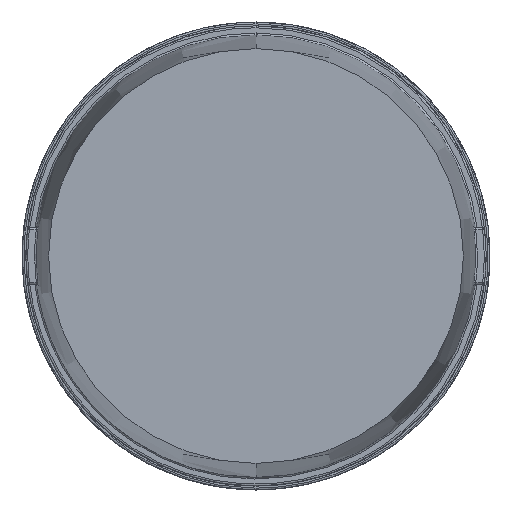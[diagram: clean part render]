
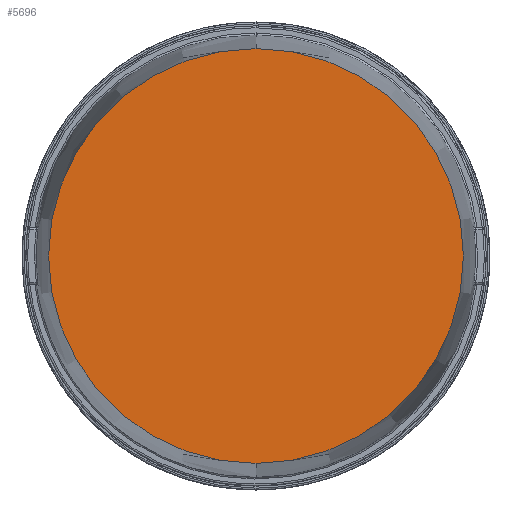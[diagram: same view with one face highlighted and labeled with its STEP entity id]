
A CAD part, front view. The second image highlights one B-rep face of the part: STEP entity #5696.
In plain terms, the highlighted planar face has unit normal (0, -1, 0).
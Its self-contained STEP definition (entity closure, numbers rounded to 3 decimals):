
#3947=AXIS2_PLACEMENT_3D('Circle Axis2P3D',#3945,#3946,$) ;
#4173=AXIS2_PLACEMENT_3D('Circle Axis2P3D',#4171,#4172,$) ;
#5690=AXIS2_PLACEMENT_3D('Plane Axis2P3D',#5687,#5688,#5689) ;
#3945=CARTESIAN_POINT('Axis2P3D Location',(0.,0.,0.)) ;
#3949=CARTESIAN_POINT('Vertex',(0.,0.,139.7)) ;
#3951=CARTESIAN_POINT('Vertex',(0.,0.,-139.7)) ;
#4171=CARTESIAN_POINT('Axis2P3D Location',(0.,0.,0.)) ;
#5687=CARTESIAN_POINT('Axis2P3D Location',(0.,0.,0.)) ;
#3946=DIRECTION('Axis2P3D Direction',(-0.,1.,0.)) ;
#4172=DIRECTION('Axis2P3D Direction',(-0.,1.,0.)) ;
#5688=DIRECTION('Axis2P3D Direction',(0.,1.,0.)) ;
#5689=DIRECTION('Axis2P3D XDirection',(0.,0.,1.)) ;
#5693=ORIENTED_EDGE('',*,*,#3953,.F.) ;
#5694=ORIENTED_EDGE('',*,*,#4175,.F.) ;
#5696=ADVANCED_FACE('Mirror1',(#5695),#5691,.F.) ;
#3948=CIRCLE('generated circle',#3947,139.7) ;
#4174=CIRCLE('generated circle',#4173,139.7) ;
#3953=EDGE_CURVE('',#3950,#3952,#3948,.T.) ;
#4175=EDGE_CURVE('',#3952,#3950,#4174,.T.) ;
#5692=EDGE_LOOP('',(#5693,#5694)) ;
#5695=FACE_OUTER_BOUND('',#5692,.T.) ;
#5691=PLANE('',#5690) ;
#3950=VERTEX_POINT('',#3949) ;
#3952=VERTEX_POINT('',#3951) ;
